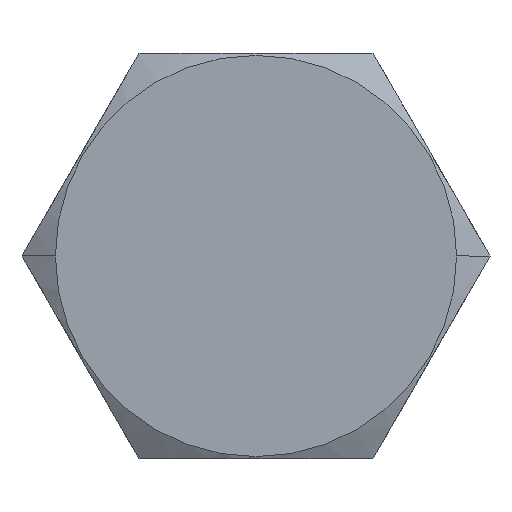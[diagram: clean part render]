
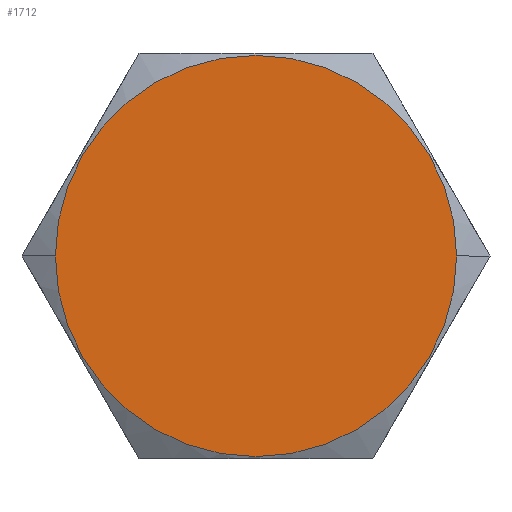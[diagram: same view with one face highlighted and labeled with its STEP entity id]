
A CAD part, left-side view. The second image highlights one B-rep face of the part: STEP entity #1712.
In plain terms, the highlighted planar face has unit normal (-1, 0, 0).
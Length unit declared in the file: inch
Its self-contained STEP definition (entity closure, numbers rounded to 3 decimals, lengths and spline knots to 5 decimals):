
#884 = CARTESIAN_POINT ( 'NONE',  ( -0.54, 0., 0. ) ) ;
#897 = CARTESIAN_POINT ( 'NONE',  ( -0.54, 0., 0. ) ) ;
#1221 = CARTESIAN_POINT ( 'NONE',  ( -0.54, -0.495, 0. ) ) ;
#1712 = ADVANCED_FACE ( 'NONE', ( #2500 ), #2366, .T. ) ;
#1750 = DIRECTION ( 'NONE',  ( 1., 0., 0. ) ) ;
#1887 = DIRECTION ( 'NONE',  ( 0., -1., 0. ) ) ;
#2015 = EDGE_CURVE ( 'NONE', #5061, #3209, #2763, .T. ) ;
#2291 = ORIENTED_EDGE ( 'NONE', *, *, #2015, .F. ) ;
#2306 = AXIS2_PLACEMENT_3D ( 'NONE', #3135, #5200, #1887 ) ;
#2366 = PLANE ( 'NONE',  #2306 ) ;
#2500 = FACE_OUTER_BOUND ( 'NONE', #4969, .T. ) ;
#2763 = CIRCLE ( 'NONE', #3497, 0.495 ) ;
#2950 = AXIS2_PLACEMENT_3D ( 'NONE', #897, #1750, #4626 ) ;
#2968 = DIRECTION ( 'NONE',  ( 0., 1., 0. ) ) ;
#3135 = CARTESIAN_POINT ( 'NONE',  ( -0.54, 0., 0. ) ) ;
#3209 = VERTEX_POINT ( 'NONE', #1221 ) ;
#3481 = CARTESIAN_POINT ( 'NONE',  ( -0.54, 0.495, 0. ) ) ;
#3497 = AXIS2_PLACEMENT_3D ( 'NONE', #884, #4148, #2968 ) ;
#3896 = CIRCLE ( 'NONE', #2950, 0.495 ) ;
#4148 = DIRECTION ( 'NONE',  ( 1., 0., 0. ) ) ;
#4508 = ORIENTED_EDGE ( 'NONE', *, *, #4957, .F. ) ;
#4626 = DIRECTION ( 'NONE',  ( 0., 1., 0. ) ) ;
#4957 = EDGE_CURVE ( 'NONE', #3209, #5061, #3896, .T. ) ;
#4969 = EDGE_LOOP ( 'NONE', ( #2291, #4508 ) ) ;
#5061 = VERTEX_POINT ( 'NONE', #3481 ) ;
#5200 = DIRECTION ( 'NONE',  ( -1., 0., 0. ) ) ;
